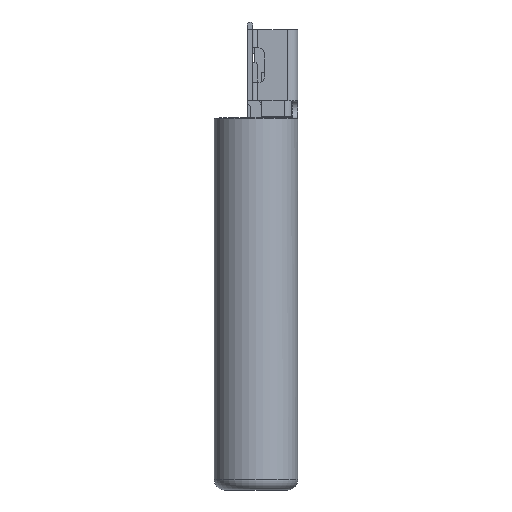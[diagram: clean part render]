
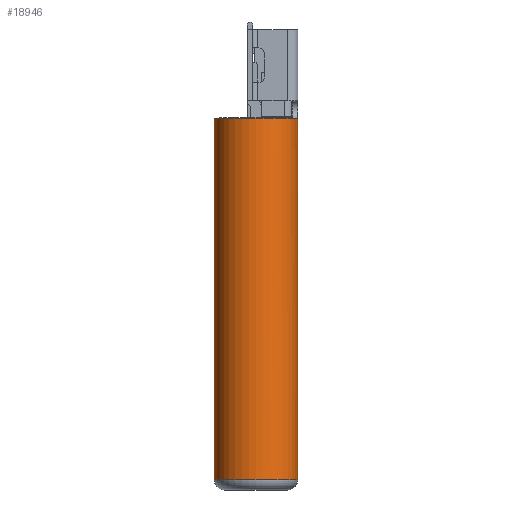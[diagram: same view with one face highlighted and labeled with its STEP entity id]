
A CAD part, left-side view. The second image highlights one B-rep face of the part: STEP entity #18946.
In plain terms, the highlighted cylindrical face has radius 1.2 mm (diameter 2.4 mm), a partial arc.
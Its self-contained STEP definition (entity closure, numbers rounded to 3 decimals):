
#1456=CARTESIAN_POINT('',(-2.925,0.03,1.634));
#1457=DIRECTION('',(0.,0.,-1.));
#1458=DIRECTION('',(-0.062,-0.998,0.));
#1459=AXIS2_PLACEMENT_3D('',#1456,#1457,#1458);
#1461=CARTESIAN_POINT('',(-2.925,0.03,1.634));
#1462=DIRECTION('',(0.,0.,-1.));
#1463=DIRECTION('',(-1.,0.,0.));
#1464=AXIS2_PLACEMENT_3D('',#1461,#1462,#1463);
#1486=CARTESIAN_POINT('',(-2.925,-1.17,
1.645));
#1487=CARTESIAN_POINT('',(-2.933,-1.17,
1.643));
#1488=CARTESIAN_POINT('',(-2.95,-1.17,
1.638));
#1489=CARTESIAN_POINT('',(-2.975,-1.169,
1.635));
#1490=CARTESIAN_POINT('',(-2.992,-1.168,
1.634));
#1491=CARTESIAN_POINT('',(-3.,-1.168,
1.634));
#2115=DIRECTION('',(0.,0.,1.));
#2116=VECTOR('',#2115,10.412);
#2117=CARTESIAN_POINT('',(-2.925,-1.17,-8.766));
#2118=LINE('',#2117,#2116);
#5222=DIRECTION('',(0.,0.,1.));
#5223=VECTOR('',#5222,10.4);
#5224=CARTESIAN_POINT('',(-2.925,1.23,-8.766));
#5225=LINE('',#5224,#5223);
#5246=CARTESIAN_POINT('',(-2.925,0.03,-8.766));
#5247=DIRECTION('',(0.,0.,1.));
#5248=DIRECTION('',(0.,1.,0.));
#5249=AXIS2_PLACEMENT_3D('',#5246,#5247,#5248);
#5251=CARTESIAN_POINT('',(-2.925,0.03,-8.766));
#5252=DIRECTION('',(0.,0.,1.));
#5253=DIRECTION('',(-1.,0.,0.));
#5254=AXIS2_PLACEMENT_3D('',#5251,#5252,#5253);
#9359=CARTESIAN_POINT('',(-2.925,1.23,1.634));
#9361=VERTEX_POINT('',#9359);
#9363=CARTESIAN_POINT('',(-2.925,1.23,-8.766));
#9364=VERTEX_POINT('',#9363);
#9431=CARTESIAN_POINT('',(-3.,-1.168,
1.634));
#9433=VERTEX_POINT('',#9431);
#9435=CARTESIAN_POINT('',(-4.125,0.03,1.634));
#9436=VERTEX_POINT('',#9435);
#9564=CARTESIAN_POINT('',(-2.925,-1.17,-8.766));
#9565=VERTEX_POINT('',#9564);
#9566=CARTESIAN_POINT('',(-2.925,-1.17,
1.645));
#9567=VERTEX_POINT('',#9566);
#9682=CARTESIAN_POINT('',(-4.125,0.03,-8.766));
#9683=VERTEX_POINT('',#9682);
#18930=CARTESIAN_POINT('',(-2.925,0.03,-24.058));
#18931=DIRECTION('',(0.,0.,1.));
#18932=DIRECTION('',(-1.,0.,0.));
#18933=AXIS2_PLACEMENT_3D('',#18930,#18931,#18932);
#18934=CYLINDRICAL_SURFACE('',#18933,1.2);
#18935=ORIENTED_EDGE('',*,*,#13420,.F.);
#18936=ORIENTED_EDGE('',*,*,#13418,.F.);
#18937=ORIENTED_EDGE('',*,*,#13453,.F.);
#18938=ORIENTED_EDGE('',*,*,#14233,.F.);
#18940=ORIENTED_EDGE('',*,*,#18939,.F.);
#18942=ORIENTED_EDGE('',*,*,#18941,.F.);
#18943=ORIENTED_EDGE('',*,*,#18880,.T.);
#18944=EDGE_LOOP('',(#18935,#18936,#18937,#18938,#18940,#18942,#18943));
#18945=FACE_OUTER_BOUND('',#18944,.F.);
#18946=ADVANCED_FACE('',(#18945),#18934,.T.);
#1460=CIRCLE('',#1459,1.2);
#1465=CIRCLE('',#1464,1.2);
#1492=B_SPLINE_CURVE_WITH_KNOTS('',3,(#1486,#1487,#1488,#1489,#1490,#1491),
.UNSPECIFIED.,.F.,.F.,(4,1,1,4),(0.,0.333,0.667,1.),
.UNSPECIFIED.);
#5250=CIRCLE('',#5249,1.2);
#5255=CIRCLE('',#5254,1.2);
#13418=EDGE_CURVE('',#9433,#9436,#1460,.T.);
#13420=EDGE_CURVE('',#9436,#9361,#1465,.T.);
#13453=EDGE_CURVE('',#9567,#9433,#1492,.T.);
#14233=EDGE_CURVE('',#9565,#9567,#2118,.T.);
#18880=EDGE_CURVE('',#9364,#9361,#5225,.T.);
#18939=EDGE_CURVE('',#9683,#9565,#5255,.T.);
#18941=EDGE_CURVE('',#9364,#9683,#5250,.T.);
